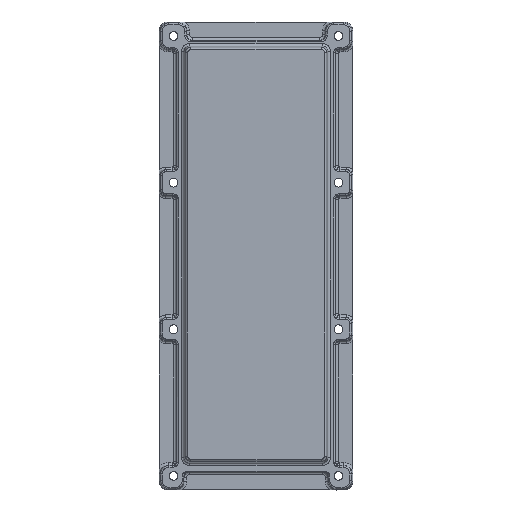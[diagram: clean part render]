
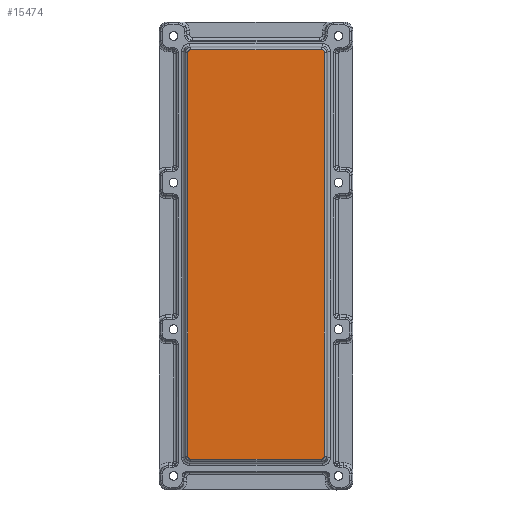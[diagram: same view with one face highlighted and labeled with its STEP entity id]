
A CAD part, top view. The second image highlights one B-rep face of the part: STEP entity #15474.
In plain terms, the highlighted planar face has unit normal (0, 0, 1).
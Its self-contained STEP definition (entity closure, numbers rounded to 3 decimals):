
#4758=DIRECTION('',(1.,0.,0.));
#4759=VECTOR('',#4758,48.218);
#4760=CARTESIAN_POINT('',(-5.109,-24.779,
8.098));
#4761=LINE('',#4760,#4759);
#4799=DIRECTION('',(0.,-1.,0.));
#4800=VECTOR('',#4799,149.135);
#4801=CARTESIAN_POINT('',(-6.29,125.536,8.098));
#4802=LINE('',#4801,#4800);
#4840=DIRECTION('',(-1.,0.,0.));
#4841=VECTOR('',#4840,48.217);
#4842=CARTESIAN_POINT('',(43.109,126.719,8.098));
#4843=LINE('',#4842,#4841);
#4881=DIRECTION('',(0.,1.,0.));
#4882=VECTOR('',#4881,149.135);
#4883=CARTESIAN_POINT('',(44.291,-23.597,8.098));
#4884=LINE('',#4883,#4882);
#4910=CARTESIAN_POINT('',(44.291,-23.597,8.098));
#4911=CARTESIAN_POINT('',(44.29,-23.908,8.098));
#4912=CARTESIAN_POINT('',(44.038,-24.527,8.098));
#4913=CARTESIAN_POINT('',(43.419,-24.779,8.098));
#4914=CARTESIAN_POINT('',(43.109,-24.779,8.098));
#4916=CARTESIAN_POINT('',(-5.109,-24.779,
8.098));
#4917=CARTESIAN_POINT('',(-5.419,-24.779,
8.098));
#4918=CARTESIAN_POINT('',(-6.039,-24.526,
8.098));
#4919=CARTESIAN_POINT('',(-6.291,-23.908,
8.098));
#4920=CARTESIAN_POINT('',(-6.291,-23.598,
8.098));
#4922=CARTESIAN_POINT('',(-6.29,125.536,8.098));
#4923=CARTESIAN_POINT('',(-6.29,125.847,8.098));
#4924=CARTESIAN_POINT('',(-6.037,126.468,8.098));
#4925=CARTESIAN_POINT('',(-5.418,126.719,8.098));
#4926=CARTESIAN_POINT('',(-5.108,126.719,8.098));
#4928=CARTESIAN_POINT('',(43.109,126.719,8.098));
#4929=CARTESIAN_POINT('',(43.419,126.719,8.098));
#4930=CARTESIAN_POINT('',(44.039,126.466,8.098));
#4931=CARTESIAN_POINT('',(44.29,125.848,8.098));
#4932=CARTESIAN_POINT('',(44.291,125.537,8.098));
#5756=CARTESIAN_POINT('',(-5.109,-24.779,
8.098));
#5757=VERTEX_POINT('',#5756);
#5758=CARTESIAN_POINT('',(43.109,-24.779,8.098));
#5759=VERTEX_POINT('',#5758);
#5761=CARTESIAN_POINT('',(-6.291,-23.597,
8.098));
#5762=VERTEX_POINT('',#5761);
#5765=CARTESIAN_POINT('',(-6.29,125.537,8.098));
#5766=VERTEX_POINT('',#5765);
#5768=CARTESIAN_POINT('',(-5.108,126.719,8.098));
#5769=VERTEX_POINT('',#5768);
#5772=CARTESIAN_POINT('',(43.109,126.719,8.098));
#5773=VERTEX_POINT('',#5772);
#5775=CARTESIAN_POINT('',(44.291,125.537,8.098));
#5776=VERTEX_POINT('',#5775);
#5779=CARTESIAN_POINT('',(44.291,-23.597,8.098));
#5780=VERTEX_POINT('',#5779);
#15459=CARTESIAN_POINT('',(0.,0.,8.098));
#15460=DIRECTION('',(0.,0.,1.));
#15461=DIRECTION('',(1.,0.,0.));
#15462=AXIS2_PLACEMENT_3D('',#15459,#15460,#15461);
#15463=PLANE('',#15462);
#15464=ORIENTED_EDGE('',*,*,#15441,.T.);
#15465=ORIENTED_EDGE('',*,*,#15098,.F.);
#15466=ORIENTED_EDGE('',*,*,#15154,.T.);
#15467=ORIENTED_EDGE('',*,*,#15195,.F.);
#15468=ORIENTED_EDGE('',*,*,#15250,.T.);
#15469=ORIENTED_EDGE('',*,*,#15291,.F.);
#15470=ORIENTED_EDGE('',*,*,#15346,.T.);
#15471=ORIENTED_EDGE('',*,*,#15387,.F.);
#15472=EDGE_LOOP('',(#15464,#15465,#15466,#15467,#15468,#15469,#15470,#15471));
#15473=FACE_OUTER_BOUND('',#15472,.F.);
#15474=ADVANCED_FACE('',(#15473),#15463,.T.);
#4915=B_SPLINE_CURVE_WITH_KNOTS('',3,(#4910,#4911,#4912,#4913,#4914),
.UNSPECIFIED.,.F.,.F.,(4,1,4),(0.,0.5,1.),.UNSPECIFIED.);
#4921=B_SPLINE_CURVE_WITH_KNOTS('',3,(#4916,#4917,#4918,#4919,#4920),
.UNSPECIFIED.,.F.,.F.,(4,1,4),(0.,0.5,1.),.UNSPECIFIED.);
#4927=B_SPLINE_CURVE_WITH_KNOTS('',3,(#4922,#4923,#4924,#4925,#4926),
.UNSPECIFIED.,.F.,.F.,(4,1,4),(0.,0.5,1.),.UNSPECIFIED.);
#4933=B_SPLINE_CURVE_WITH_KNOTS('',3,(#4928,#4929,#4930,#4931,#4932),
.UNSPECIFIED.,.F.,.F.,(4,1,4),(0.,0.5,1.),.UNSPECIFIED.);
#15098=EDGE_CURVE('',#5757,#5759,#4761,.T.);
#15154=EDGE_CURVE('',#5757,#5762,#4921,.T.);
#15195=EDGE_CURVE('',#5766,#5762,#4802,.T.);
#15250=EDGE_CURVE('',#5766,#5769,#4927,.T.);
#15291=EDGE_CURVE('',#5773,#5769,#4843,.T.);
#15346=EDGE_CURVE('',#5773,#5776,#4933,.T.);
#15387=EDGE_CURVE('',#5780,#5776,#4884,.T.);
#15441=EDGE_CURVE('',#5780,#5759,#4915,.T.);
